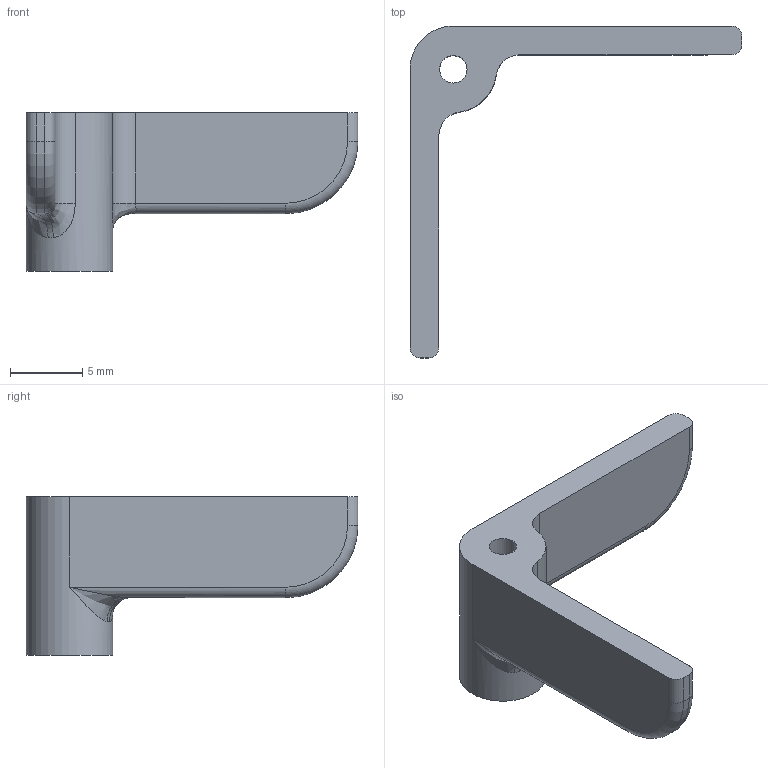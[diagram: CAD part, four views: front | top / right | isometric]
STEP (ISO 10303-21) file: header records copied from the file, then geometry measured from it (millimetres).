
FILE_DESCRIPTION( ( '' ), ' ' );
FILE_NAME( '5ef257ce84b37010ba19d6f3.step', '2020-06-23T19:28:14', ( '' ), ( '' ), ' ', ' ', ' ' );
FILE_SCHEMA( ( 'AUTOMOTIVE_DESIGN { 1 0 10303 214 1 1 1 1 }' ) );
Length unit declared in the file: metre
Products named in the file (1): controller_mount_0
Bounding box: 23 x 23 x 11 mm (x, y, z)
Volume: 760.9 mm3; surface area: 893.7 mm2
Topology: 1 solids, 1 shells, 34 faces, 82 edges, 48 vertices
Faces by surface type: cylinder 14, plane 10, torus 6, bspline 4
Full cylindrical faces by diameter (mm): 1.9 x1, 6 x1
Entity records: 2240 total; most frequent: CARTESIAN_POINT 1185, DIRECTION 168, ORIENTED_EDGE 154, EDGE_CURVE 77, AXIS2_PLACEMENT_3D 68, VERTEX_POINT 47, EDGE_LOOP 38, CIRCLE 37
